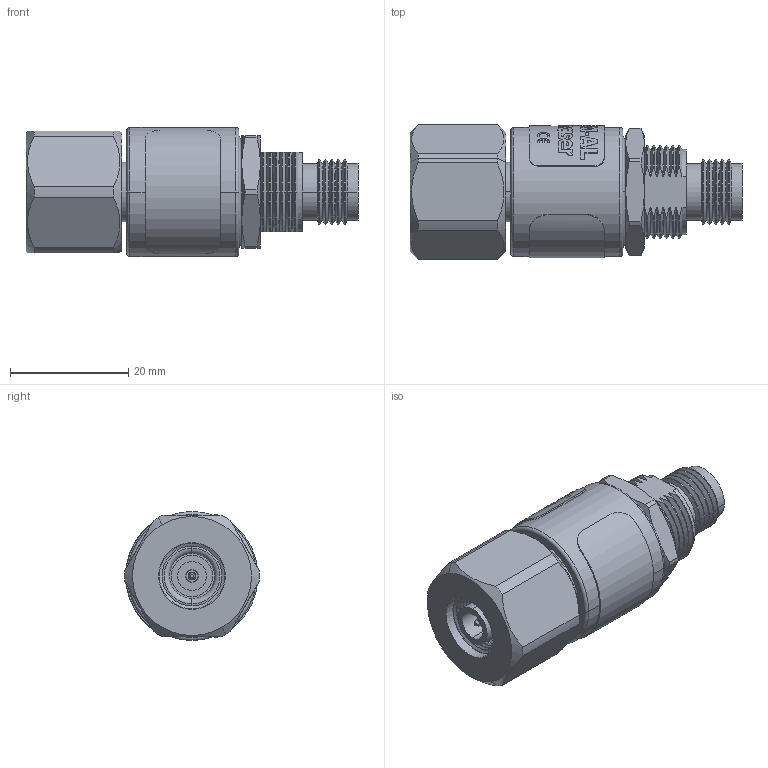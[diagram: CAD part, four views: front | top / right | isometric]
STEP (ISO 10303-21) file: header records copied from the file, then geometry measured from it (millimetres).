
FILE_DESCRIPTION (( 'STEP AP214' ), '1' );
FILE_NAME ('GT-TFM-AL.STEP', '2019-07-30T19:19:06', ( '' ), ( '' ), 'SwSTEP 2.0', 'SolidWorks 2019', '' );
FILE_SCHEMA (( 'AUTOMOTIVE_DESIGN' ));
Length unit declared in the file: inch
Products named in the file (13): 1909-0001; 5800-0225; 1502-0011; 4035-0063; 2003-1052_Curved 3; 7040-0037; 7040-0107; GT-TFM-AL; 2812-0003; 7040-0062; 2811-0027; 7020-3573; 1502-0721
Assembly tree (12 placements, depth 2):
  GT-TFM-AL
    5800-0225
    1502-0721
    7040-0062
    7040-0037
    1909-0001
    4035-0063
    2811-0027
    2812-0003
    7020-3573
    1502-0011
    7040-0107
    2003-1052_Curved 3
Bounding box: 56.2 x 22.85 x 21.84 mm (x, y, z)
Volume: 10837.3 mm3; surface area: 12454 mm2
Topology: 12 solids, 12 shells, 1105 faces, 2922 edges, 1891 vertices
Faces by surface type: bspline 444, plane 259, cylinder 236, cone 140, torus 26
Entity records: 52310 total; most frequent: CARTESIAN_POINT 19546, ORIENTED_EDGE 5840, DIRECTION 3441, EDGE_CURVE 2920, VERTEX_POINT 1891, B_SPLINE_CURVE_WITH_KNOTS 1535, AXIS2_PLACEMENT_3D 1380, EDGE_LOOP 1175
